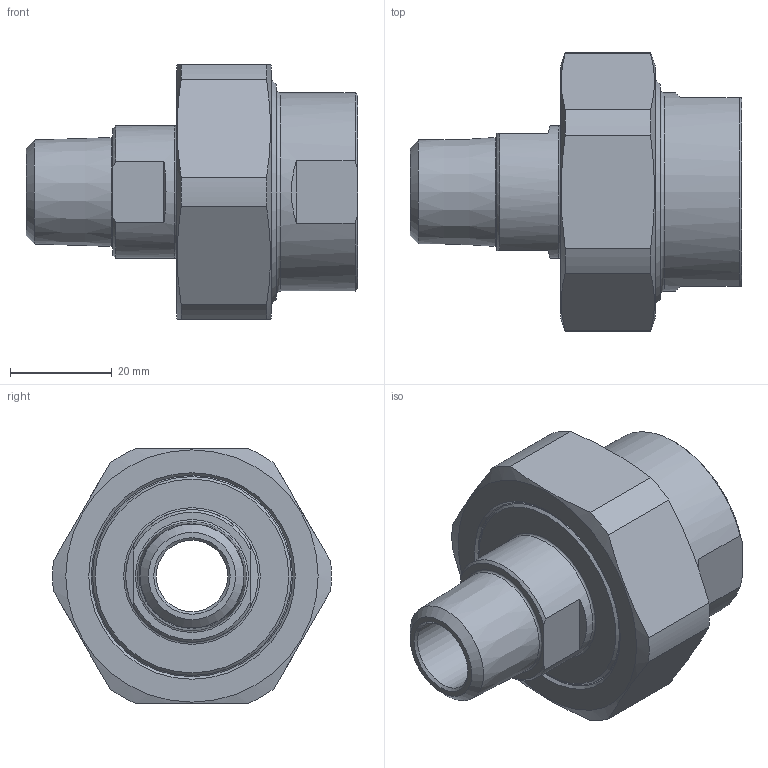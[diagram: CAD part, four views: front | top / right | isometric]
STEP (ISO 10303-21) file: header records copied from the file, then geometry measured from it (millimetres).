
FILE_DESCRIPTION(/* description */ (''),/* implementation_level */ '2;1');
FILE_NAME(/* name */ '3D_R134-UE-G-DN15-DN25_17101572.stp',/* time_stamp */ '2021-06-24T14:57:55+02:00',/* author */ ('cad'),/* organization */ (''),/* preprocessor_version */ 'ST-DEVELOPER v18.1',/* originating_system */ 'Autodesk Inventor 2022',/* authorisation */ '');
FILE_SCHEMA (('AUTOMOTIVE_DESIGN { 1 0 10303 214 3 1 1 }'));
Length unit declared in the file: millimetre
Products named in the file (4): 3D_R134-UE-G-DN15-DN25_17101572; 3D_R134-M-DN25_171011620; 3D_R134-G-DN25_171011320; 3D_R134-UE-DN15-DN25_171011122
Assembly tree (3 placements, depth 2):
  3D_R134-UE-G-DN15-DN25_17101572
    3D_R134-M-DN25_171011620
    3D_R134-G-DN25_171011320
    3D_R134-UE-DN15-DN25_171011122
Bounding box: 65 x 54.68 x 50 mm (x, y, z)
Volume: 45895.3 mm3; surface area: 21833.9 mm2
Topology: 3 solids, 3 shells, 74 faces, 176 edges, 116 vertices
Faces by surface type: plane 28, cone 21, cylinder 16, torus 9
Full cylindrical faces by diameter (mm): 14 x1, 26 x1, 30.291 x1, 30.7 x1, 39 x2, 39.5 x1, 43 x1, 43.376 x1, 44.85 x1
Entity records: 2324 total; most frequent: DIRECTION 419, CARTESIAN_POINT 413, ORIENTED_EDGE 352, AXIS2_PLACEMENT_3D 182, EDGE_CURVE 176, VERTEX_POINT 116, CIRCLE 97, EDGE_LOOP 88
